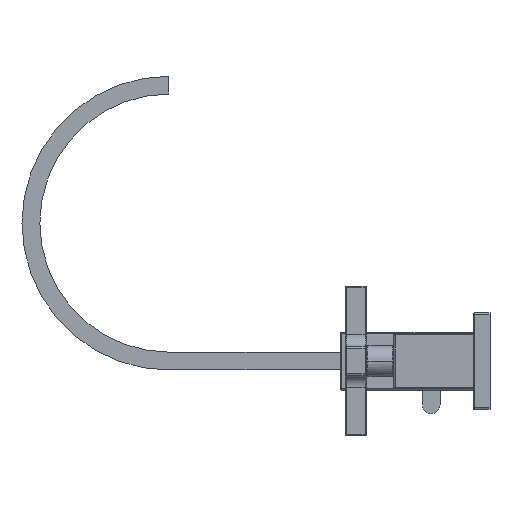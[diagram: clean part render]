
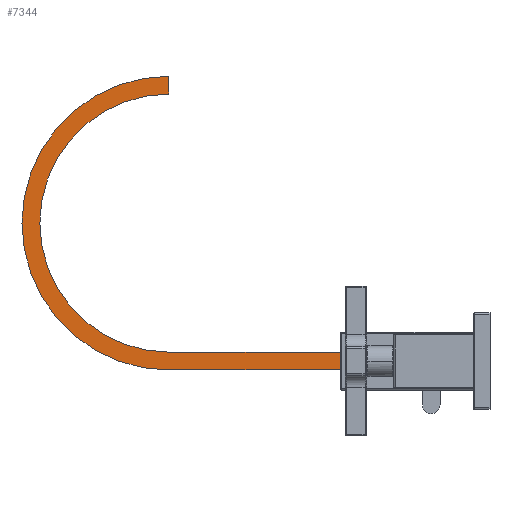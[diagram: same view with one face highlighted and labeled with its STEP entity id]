
A CAD part, left-side view. The second image highlights one B-rep face of the part: STEP entity #7344.
In plain terms, the highlighted planar face has unit normal (-1, 0, 0).
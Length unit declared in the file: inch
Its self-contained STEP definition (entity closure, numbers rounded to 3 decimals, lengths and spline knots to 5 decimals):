
#6408=DIRECTION('',(0.,0.,-1.));
#6409=VECTOR('',#6408,0.375);
#6410=CARTESIAN_POINT('',(-0.625,0.48,0.1875));
#6411=LINE('',#6410,#6409);
#6463=DIRECTION('',(0.,1.,0.));
#6464=VECTOR('',#6463,3.6);
#6465=CARTESIAN_POINT('',(-0.625,0.48,0.1875));
#6466=LINE('',#6465,#6464);
#6467=DIRECTION('',(0.,1.,0.));
#6468=VECTOR('',#6467,3.6);
#6469=CARTESIAN_POINT('',(-0.625,0.48,-0.1875));
#6470=LINE('',#6469,#6468);
#6471=CARTESIAN_POINT('',(-0.625,4.08,2.9));
#6472=DIRECTION('',(1.,0.,0.));
#6473=DIRECTION('',(0.,0.,-1.));
#6474=AXIS2_PLACEMENT_3D('',#6471,#6472,#6473);
#6497=DIRECTION('',(0.,0.,-1.));
#6498=VECTOR('',#6497,0.375);
#6499=CARTESIAN_POINT('',(-0.625,4.08,5.9875));
#6500=LINE('',#6499,#6498);
#6505=CARTESIAN_POINT('',(-0.625,4.08,2.9));
#6506=DIRECTION('',(1.,0.,0.));
#6507=DIRECTION('',(0.,0.,-1.));
#6508=AXIS2_PLACEMENT_3D('',#6505,#6506,#6507);
#6651=CARTESIAN_POINT('',(-0.625,4.08,-0.1875));
#6653=VERTEX_POINT('',#6651);
#6654=CARTESIAN_POINT('',(-0.625,4.08,0.1875));
#6656=VERTEX_POINT('',#6654);
#6659=CARTESIAN_POINT('',(-0.625,4.08,5.9875));
#6661=VERTEX_POINT('',#6659);
#6662=CARTESIAN_POINT('',(-0.625,4.08,5.6125));
#6663=VERTEX_POINT('',#6662);
#6667=CARTESIAN_POINT('',(-0.625,0.48,-0.1875));
#6669=VERTEX_POINT('',#6667);
#6670=CARTESIAN_POINT('',(-0.625,0.48,0.1875));
#6671=VERTEX_POINT('',#6670);
#7328=CARTESIAN_POINT('',(-0.625,0.,-0.1875));
#7329=DIRECTION('',(-1.,0.,0.));
#7330=DIRECTION('',(0.,0.,1.));
#7331=AXIS2_PLACEMENT_3D('',#7328,#7329,#7330);
#7332=PLANE('',#7331);
#7333=ORIENTED_EDGE('',*,*,#7223,.T.);
#7334=ORIENTED_EDGE('',*,*,#7291,.T.);
#7336=ORIENTED_EDGE('',*,*,#7335,.T.);
#7338=ORIENTED_EDGE('',*,*,#7337,.T.);
#7340=ORIENTED_EDGE('',*,*,#7339,.F.);
#7341=ORIENTED_EDGE('',*,*,#7320,.F.);
#7342=EDGE_LOOP('',(#7333,#7334,#7336,#7338,#7340,#7341));
#7343=FACE_OUTER_BOUND('',#7342,.F.);
#7344=ADVANCED_FACE('',(#7343),#7332,.T.);
#6475=CIRCLE('',#6474,3.0875);
#6509=CIRCLE('',#6508,2.7125);
#7223=EDGE_CURVE('',#6671,#6669,#6411,.T.);
#7291=EDGE_CURVE('',#6669,#6653,#6470,.T.);
#7320=EDGE_CURVE('',#6671,#6656,#6466,.T.);
#7335=EDGE_CURVE('',#6653,#6661,#6475,.T.);
#7337=EDGE_CURVE('',#6661,#6663,#6500,.T.);
#7339=EDGE_CURVE('',#6656,#6663,#6509,.T.);
